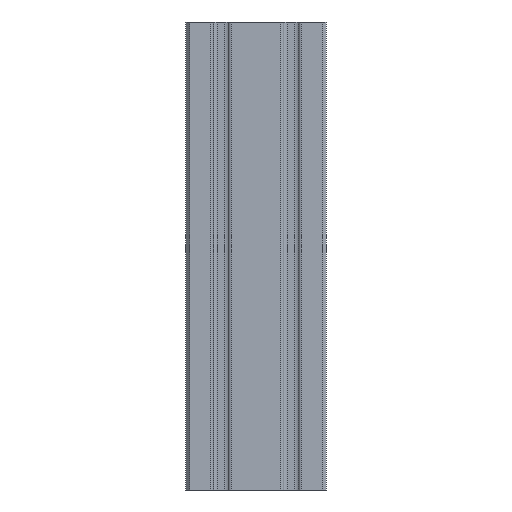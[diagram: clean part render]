
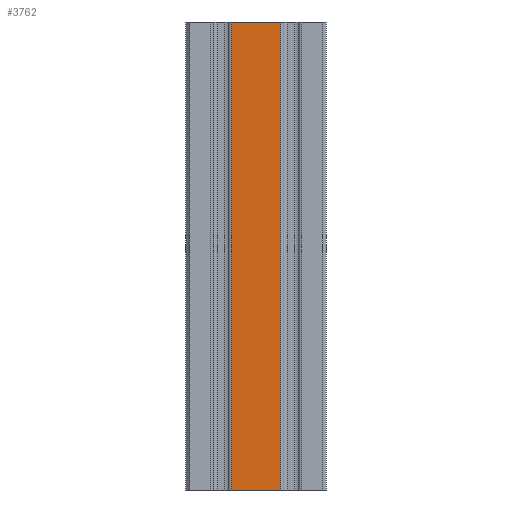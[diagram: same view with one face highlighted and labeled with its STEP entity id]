
A CAD part, front view. The second image highlights one B-rep face of the part: STEP entity #3762.
In plain terms, the highlighted planar face has unit normal (0, -1, 0).
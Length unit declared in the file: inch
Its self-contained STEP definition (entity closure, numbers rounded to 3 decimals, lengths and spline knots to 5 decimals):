
#146 = LINE ( 'NONE', #5494, #5432 ) ;
#199 = LINE ( 'NONE', #5555, #1006 ) ;
#237 = DIRECTION ( 'NONE',  ( -1., 0., 0. ) ) ;
#442 = EDGE_CURVE ( 'NONE', #1915, #6006, #146, .T. ) ;
#1006 = VECTOR ( 'NONE', #2289, 39.37008 ) ;
#1086 = EDGE_CURVE ( 'NONE', #1857, #6006, #6546, .T. ) ;
#1357 = EDGE_LOOP ( 'NONE', ( #5669, #4612, #6485, #6829 ) ) ;
#1436 = VECTOR ( 'NONE', #6894, 39.37008 ) ;
#1694 = CARTESIAN_POINT ( 'NONE',  ( 0.5295, -1.5, 5. ) ) ;
#1857 = VERTEX_POINT ( 'NONE', #2353 ) ;
#1890 = CARTESIAN_POINT ( 'NONE',  ( 0.5295, -1.5, 5. ) ) ;
#1915 = VERTEX_POINT ( 'NONE', #5829 ) ;
#2289 = DIRECTION ( 'NONE',  ( 0., 0., 1. ) ) ;
#2353 = CARTESIAN_POINT ( 'NONE',  ( 0.5295, -1.5, -5. ) ) ;
#2363 = DIRECTION ( 'NONE',  ( 0., 0., 1. ) ) ;
#2630 = CARTESIAN_POINT ( 'NONE',  ( 1.42, -1.5, -5. ) ) ;
#2663 = AXIS2_PLACEMENT_3D ( 'NONE', #6124, #4957, #237 ) ;
#2788 = DIRECTION ( 'NONE',  ( 1., 0., 0. ) ) ;
#2811 = EDGE_CURVE ( 'NONE', #4067, #1857, #5276, .T. ) ;
#3762 = ADVANCED_FACE ( 'NONE', ( #5631 ), #6158, .F. ) ;
#3766 = EDGE_CURVE ( 'NONE', #4067, #1915, #199, .T. ) ;
#3852 = VECTOR ( 'NONE', #2363, 39.37008 ) ;
#4067 = VERTEX_POINT ( 'NONE', #5900 ) ;
#4612 = ORIENTED_EDGE ( 'NONE', *, *, #2811, .T. ) ;
#4957 = DIRECTION ( 'NONE',  ( 0., 1., 0. ) ) ;
#5276 = LINE ( 'NONE', #2630, #1436 ) ;
#5432 = VECTOR ( 'NONE', #2788, 39.37008 ) ;
#5494 = CARTESIAN_POINT ( 'NONE',  ( 1.42, -1.5, 5. ) ) ;
#5555 = CARTESIAN_POINT ( 'NONE',  ( -0.5295, -1.5, 5. ) ) ;
#5631 = FACE_OUTER_BOUND ( 'NONE', #1357, .T. ) ;
#5669 = ORIENTED_EDGE ( 'NONE', *, *, #3766, .F. ) ;
#5829 = CARTESIAN_POINT ( 'NONE',  ( -0.5295, -1.5, 5. ) ) ;
#5900 = CARTESIAN_POINT ( 'NONE',  ( -0.5295, -1.5, -5. ) ) ;
#6006 = VERTEX_POINT ( 'NONE', #1694 ) ;
#6124 = CARTESIAN_POINT ( 'NONE',  ( 1.42, -1.5, 5. ) ) ;
#6158 = PLANE ( 'NONE',  #2663 ) ;
#6485 = ORIENTED_EDGE ( 'NONE', *, *, #1086, .T. ) ;
#6546 = LINE ( 'NONE', #1890, #3852 ) ;
#6829 = ORIENTED_EDGE ( 'NONE', *, *, #442, .F. ) ;
#6894 = DIRECTION ( 'NONE',  ( 1., 0., 0. ) ) ;
